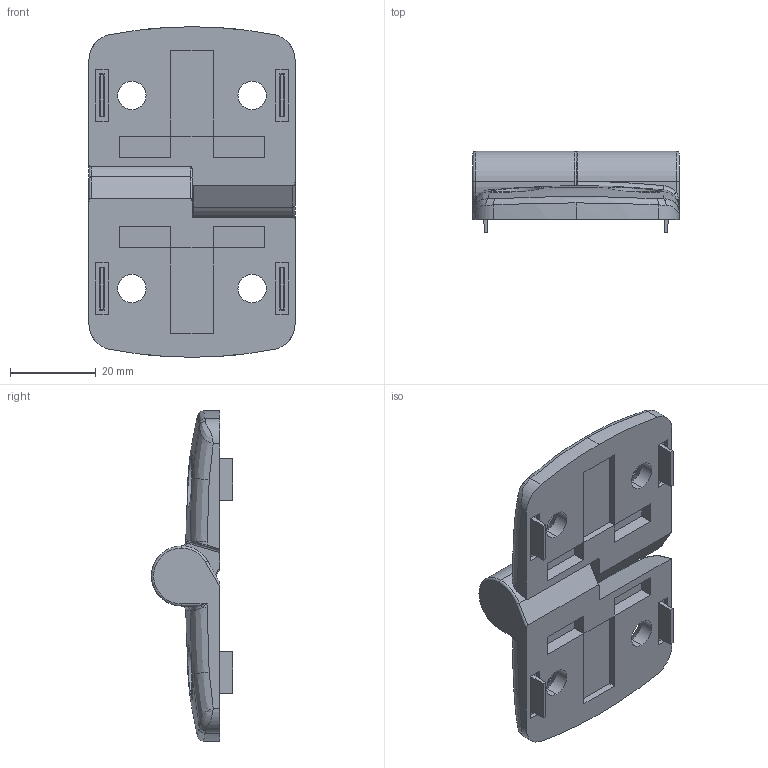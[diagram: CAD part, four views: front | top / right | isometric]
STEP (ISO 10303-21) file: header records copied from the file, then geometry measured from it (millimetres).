
FILE_DESCRIPTION (( 'STEP AP214' ), '1' );
FILE_NAME ('095k4040L10.STEP', '2014-08-13T11:46:03', ( '' ), ( '' ), 'SwSTEP 2.0', 'SolidWorks 2014', '' );
FILE_SCHEMA (( 'AUTOMOTIVE_DESIGN' ));
Length unit declared in the file: millimetre
Products named in the file (3): achse_6-44; 095k40L00_095 k 40 l10; 095k4040L10
Assembly tree (3 placements, depth 2):
  095k4040L10
    095k40L00_095 k 40 l10  x2
    achse_6-44
Bounding box: 48 x 18.9 x 77 mm (x, y, z)
Volume: 24816.2 mm3; surface area: 12790 mm2
Topology: 3 solids, 3 shells, 194 faces, 478 edges, 296 vertices
Faces by surface type: plane 88, cylinder 44, bspline 38, cone 12, torus 12
Entity records: 4097 total; most frequent: CARTESIAN_POINT 1760, ORIENTED_EDGE 486, DIRECTION 413, EDGE_CURVE 243, VERTEX_POINT 152, AXIS2_PLACEMENT_3D 143, LINE 127, VECTOR 127
